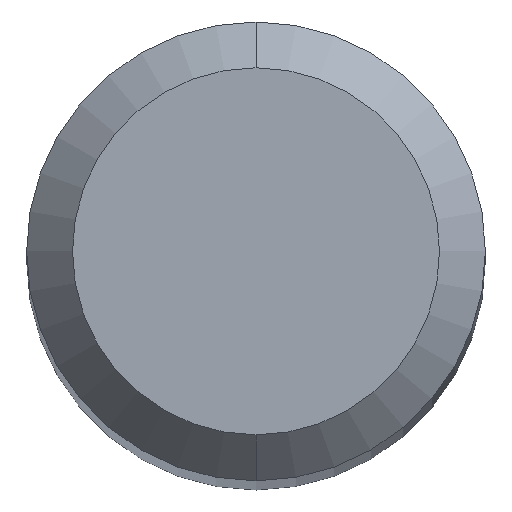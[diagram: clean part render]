
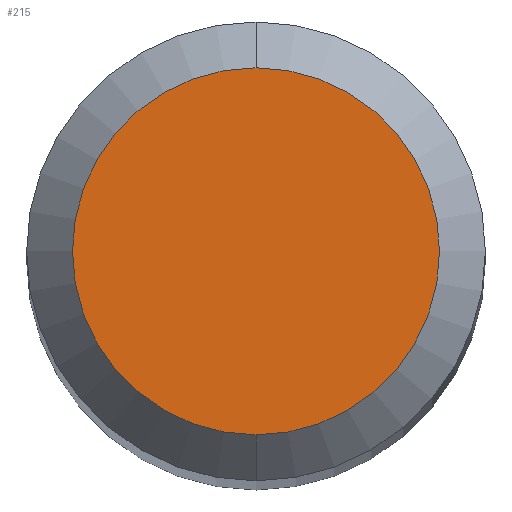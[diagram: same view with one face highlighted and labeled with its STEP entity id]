
A CAD part, top view. The second image highlights one B-rep face of the part: STEP entity #215.
In plain terms, the highlighted planar face has unit normal (0, 0, 1).
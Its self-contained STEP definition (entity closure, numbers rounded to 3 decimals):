
#215=ADVANCED_FACE('',(#526),#527,.T.);
#273=VERTEX_POINT('',#587);
#343=VERTEX_POINT('',#664);
#353=EDGE_CURVE('',#273,#343,#675,.T.);
#443=EDGE_CURVE('',#343,#273,#779,.T.);
#526=FACE_OUTER_BOUND('',#882,.T.);
#527=PLANE('',#883);
#587=CARTESIAN_POINT('',(0.,-1.2,0.0));
#664=CARTESIAN_POINT('',(0.0,1.2,0.0));
#675=CIRCLE('',#1182,1.2);
#779=CIRCLE('',#1401,1.2);
#882=EDGE_LOOP('',(#1502,#1503));
#883=AXIS2_PLACEMENT_3D('',#1504,#1505,#1506);
#1182=AXIS2_PLACEMENT_3D('',#1641,#1642,#1643);
#1401=AXIS2_PLACEMENT_3D('',#1790,#1791,#1792);
#1502=ORIENTED_EDGE('',*,*,#443,.F.);
#1503=ORIENTED_EDGE('',*,*,#353,.F.);
#1504=CARTESIAN_POINT('',(0.0,0.6,0.0));
#1505=DIRECTION('',(-0.0,0.0,1.0));
#1506=DIRECTION('',(0.0,-1.0,0.0));
#1641=CARTESIAN_POINT('',(0.0,0.0,0.0));
#1642=DIRECTION('',(0.0,0.0,-1.0));
#1643=DIRECTION('',(0.0,1.0,0.0));
#1790=CARTESIAN_POINT('',(0.0,0.0,0.0));
#1791=DIRECTION('',(0.0,0.0,-1.0));
#1792=DIRECTION('',(0.0,1.0,0.0));
